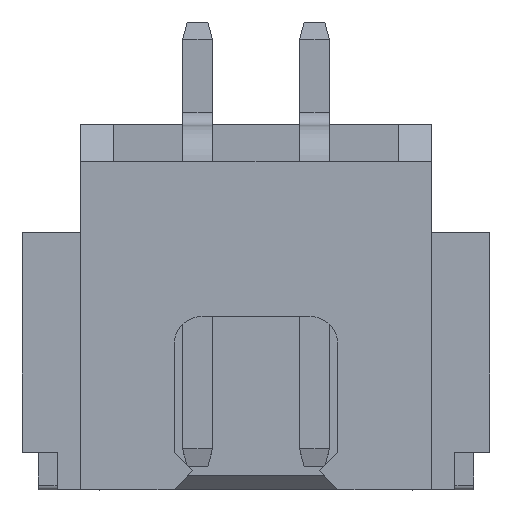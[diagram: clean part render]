
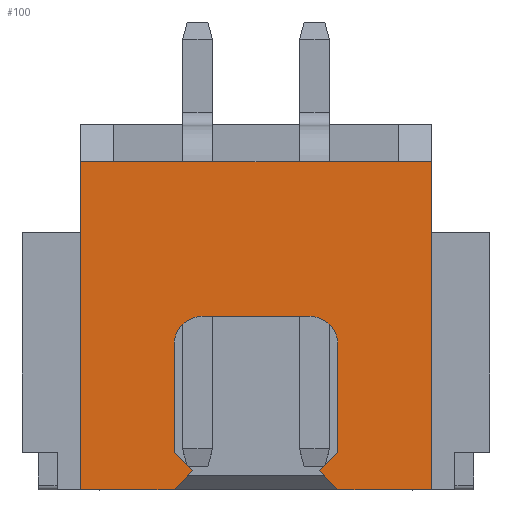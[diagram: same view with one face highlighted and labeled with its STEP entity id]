
A CAD part, top view. The second image highlights one B-rep face of the part: STEP entity #100.
In plain terms, the highlighted planar face has unit normal (0, 0, 1).
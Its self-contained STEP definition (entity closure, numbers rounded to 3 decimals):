
#100=ADVANCED_FACE('',(#1480),#1482,.T.);
#1480=FACE_BOUND('',#1481,.T.);
#1481=EDGE_LOOP('',(#2571,#2572,#2573,#2574,#2575,#2576,#2577,#2578,#2579,#2580,
#2581,#2582,#2583,#2584));
#1482=PLANE('',#1483);
#1483=AXIS2_PLACEMENT_3D('',#1484,#1485,#1486);
#1484=CARTESIAN_POINT('',(-1.25,-7.,6.));
#1485=DIRECTION('',(0.,0.,1.));
#1486=DIRECTION('',(1.,0.,0.));
#2571=ORIENTED_EDGE('',*,*,#3407,.T.);
#2572=ORIENTED_EDGE('',*,*,#3408,.T.);
#2573=ORIENTED_EDGE('',*,*,#3409,.T.);
#2574=ORIENTED_EDGE('',*,*,#3410,.T.);
#2575=ORIENTED_EDGE('',*,*,#3406,.T.);
#2576=ORIENTED_EDGE('',*,*,#3411,.T.);
#2577=ORIENTED_EDGE('',*,*,#3412,.F.);
#2578=ORIENTED_EDGE('',*,*,#3413,.F.);
#2579=ORIENTED_EDGE('',*,*,#3414,.T.);
#2580=ORIENTED_EDGE('',*,*,#3415,.T.);
#2581=ORIENTED_EDGE('',*,*,#3416,.T.);
#2582=ORIENTED_EDGE('',*,*,#3417,.T.);
#2583=ORIENTED_EDGE('',*,*,#3418,.T.);
#2584=ORIENTED_EDGE('',*,*,#3385,.T.);
#3385=EDGE_CURVE('',#3807,#3805,#3808,.F.);
#3406=EDGE_CURVE('',#3843,#3845,#3847,.T.);
#3407=EDGE_CURVE('',#3805,#3848,#3849,.T.);
#3408=EDGE_CURVE('',#3848,#3850,#3851,.T.);
#3409=EDGE_CURVE('',#3850,#3852,#3853,.T.);
#3410=EDGE_CURVE('',#3852,#3843,#3854,.T.);
#3411=EDGE_CURVE('',#3845,#3855,#3856,.T.);
#3412=EDGE_CURVE('',#3857,#3855,#3858,.T.);
#3413=EDGE_CURVE('',#3859,#3857,#3860,.T.);
#3414=EDGE_CURVE('',#3859,#3861,#3862,.T.);
#3415=EDGE_CURVE('',#3861,#3863,#3864,.F.);
#3416=EDGE_CURVE('',#3863,#3865,#3866,.F.);
#3417=EDGE_CURVE('',#3865,#3867,#3868,.F.);
#3418=EDGE_CURVE('',#3867,#3807,#3869,.F.);
#3805=VERTEX_POINT('',#4493);
#3807=VERTEX_POINT('',#4497);
#3808=LINE('',#4498,#4499);
#3843=VERTEX_POINT('',#4573);
#3845=VERTEX_POINT('',#4577);
#3847=LINE('',#4581,#4582);
#3848=VERTEX_POINT('',#4584);
#3849=CIRCLE('',#4585,0.6);
#3850=VERTEX_POINT('',#4589);
#3851=LINE('',#4590,#4591);
#3852=VERTEX_POINT('',#4593);
#3853=LINE('',#4594,#4595);
#3854=LINE('',#4597,#4598);
#3855=VERTEX_POINT('',#4600);
#3856=LINE('',#4601,#4602);
#3857=VERTEX_POINT('',#4604);
#3858=LINE('',#4605,#4606);
#3859=VERTEX_POINT('',#4608);
#3860=LINE('',#4609,#4610);
#3861=VERTEX_POINT('',#4612);
#3862=LINE('',#4613,#4614);
#3863=VERTEX_POINT('',#4616);
#3864=LINE('',#4617,#4618);
#3865=VERTEX_POINT('',#4620);
#3866=LINE('',#4621,#4622);
#3867=VERTEX_POINT('',#4624);
#3868=LINE('',#4625,#4626);
#3869=CIRCLE('',#4628,0.6);
#4493=CARTESIAN_POINT('',(2.4,-3.3,6.));
#4497=CARTESIAN_POINT('',(0.1,-3.3,6.));
#4498=CARTESIAN_POINT('',(2.4,-3.3,6.));
#4499=VECTOR('',#4500,1.);
#4500=DIRECTION('',(-1.,0.,0.));
#4573=CARTESIAN_POINT('',(3.,-7.,6.));
#4577=CARTESIAN_POINT('',(5.,-7.,6.));
#4581=CARTESIAN_POINT('',(3.,-7.,6.));
#4582=VECTOR('',#4583,1.);
#4583=DIRECTION('',(1.,0.,0.));
#4584=CARTESIAN_POINT('',(3.,-3.9,6.));
#4585=AXIS2_PLACEMENT_3D('',#4586,#4587,#4588);
#4586=CARTESIAN_POINT('',(2.4,-3.9,6.));
#4587=DIRECTION('',(0.,0.,-1.));
#4588=DIRECTION('',(0.,1.,0.));
#4589=CARTESIAN_POINT('',(3.,-6.2,6.));
#4590=CARTESIAN_POINT('',(3.,-3.9,6.));
#4591=VECTOR('',#4592,1.);
#4592=DIRECTION('',(0.,-1.,0.));
#4593=CARTESIAN_POINT('',(2.6,-6.6,6.));
#4594=CARTESIAN_POINT('',(3.,-6.2,6.));
#4595=VECTOR('',#4596,1.);
#4596=DIRECTION('',(-0.707,-0.707,0.));
#4597=CARTESIAN_POINT('',(2.6,-6.6,6.));
#4598=VECTOR('',#4599,1.);
#4599=DIRECTION('',(0.707,-0.707,0.));
#4600=CARTESIAN_POINT('',(5.,0.,6.));
#4601=CARTESIAN_POINT('',(5.,-7.,6.));
#4602=VECTOR('',#4603,1.);
#4603=DIRECTION('',(0.,1.,0.));
#4604=CARTESIAN_POINT('',(-2.5,0.,6.));
#4605=CARTESIAN_POINT('',(-2.5,0.,6.));
#4606=VECTOR('',#4607,1.);
#4607=DIRECTION('',(1.,0.,0.));
#4608=CARTESIAN_POINT('',(-2.5,-7.,6.));
#4609=CARTESIAN_POINT('',(-2.5,-7.,6.));
#4610=VECTOR('',#4611,1.);
#4611=DIRECTION('',(0.,1.,0.));
#4612=CARTESIAN_POINT('',(-0.5,-7.,6.));
#4613=CARTESIAN_POINT('',(-2.5,-7.,6.));
#4614=VECTOR('',#4615,1.);
#4615=DIRECTION('',(1.,0.,0.));
#4616=CARTESIAN_POINT('',(-0.1,-6.6,6.));
#4617=CARTESIAN_POINT('',(-0.1,-6.6,6.));
#4618=VECTOR('',#4619,1.);
#4619=DIRECTION('',(-0.707,-0.707,0.));
#4620=CARTESIAN_POINT('',(-0.5,-6.2,6.));
#4621=CARTESIAN_POINT('',(-0.5,-6.2,6.));
#4622=VECTOR('',#4623,1.);
#4623=DIRECTION('',(0.707,-0.707,0.));
#4624=CARTESIAN_POINT('',(-0.5,-3.9,6.));
#4625=CARTESIAN_POINT('',(-0.5,-3.9,6.));
#4626=VECTOR('',#4627,1.);
#4627=DIRECTION('',(0.,-1.,0.));
#4628=AXIS2_PLACEMENT_3D('',#4629,#4630,#4631);
#4629=CARTESIAN_POINT('',(0.1,-3.9,6.));
#4630=DIRECTION('',(0.,-0.,1.));
#4631=DIRECTION('',(0.,1.,0.));
